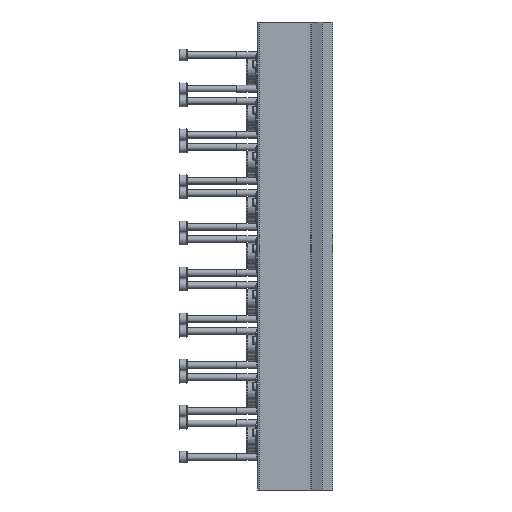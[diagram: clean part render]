
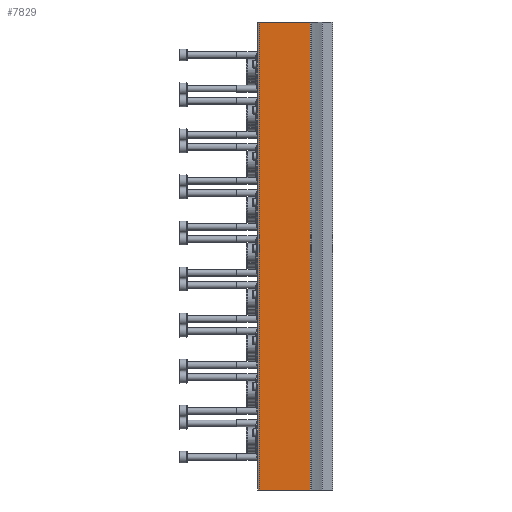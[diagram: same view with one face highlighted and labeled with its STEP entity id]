
A CAD part, left-side view. The second image highlights one B-rep face of the part: STEP entity #7829.
In plain terms, the highlighted planar face has unit normal (-1, 0, 0).
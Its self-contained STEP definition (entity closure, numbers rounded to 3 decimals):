
#365=PLANE('',#8421);
#1215=ORIENTED_EDGE('',*,*,#3239,.F.);
#1216=ORIENTED_EDGE('',*,*,#3238,.F.);
#1217=ORIENTED_EDGE('',*,*,#3240,.T.);
#1218=ORIENTED_EDGE('',*,*,#3241,.T.);
#3238=EDGE_CURVE('',#4250,#4248,#4960,.T.);
#3239=EDGE_CURVE('',#4248,#4251,#4961,.T.);
#3240=EDGE_CURVE('',#4250,#4252,#4962,.T.);
#3241=EDGE_CURVE('',#4252,#4251,#4963,.T.);
#4248=VERTEX_POINT('',#12679);
#4250=VERTEX_POINT('',#12683);
#4251=VERTEX_POINT('',#12687);
#4252=VERTEX_POINT('',#12689);
#4960=LINE('',#12684,#5468);
#4961=LINE('',#12686,#5469);
#4962=LINE('',#12688,#5470);
#4963=LINE('',#12690,#5471);
#5468=VECTOR('',#9472,1000.);
#5469=VECTOR('',#9475,1000.);
#5470=VECTOR('',#9476,1000.);
#5471=VECTOR('',#9477,1000.);
#5991=EDGE_LOOP('',(#1215,#1216,#1217,#1218));
#6842=FACE_BOUND('',#5991,.T.);
#7829=ADVANCED_FACE('',(#6842),#365,.T.);
#8421=AXIS2_PLACEMENT_3D('',#12685,#9473,#9474);
#9472=DIRECTION('',(0.,0.,1.));
#9473=DIRECTION('',(-1.,0.,0.));
#9474=DIRECTION('',(0.,0.,1.));
#9475=DIRECTION('',(0.,-1.,0.));
#9476=DIRECTION('',(0.,-1.,0.));
#9477=DIRECTION('',(0.,0.,1.));
#12679=CARTESIAN_POINT('',(-63.,44.,0.));
#12683=CARTESIAN_POINT('',(-63.,44.,-279.5));
#12684=CARTESIAN_POINT('',(-63.,44.,-279.5));
#12685=CARTESIAN_POINT('',(-63.,44.,-279.5));
#12686=CARTESIAN_POINT('',(-63.,44.,0.));
#12687=CARTESIAN_POINT('',(-63.,13.354,0.));
#12688=CARTESIAN_POINT('',(-63.,44.,-279.5));
#12689=CARTESIAN_POINT('',(-63.,13.354,-279.5));
#12690=CARTESIAN_POINT('',(-63.,13.354,-279.5));
